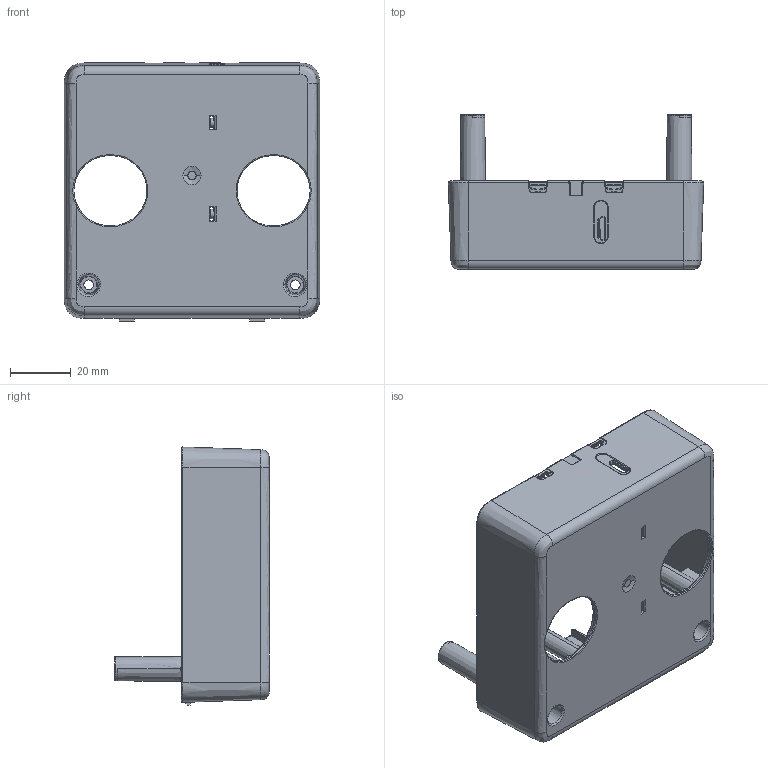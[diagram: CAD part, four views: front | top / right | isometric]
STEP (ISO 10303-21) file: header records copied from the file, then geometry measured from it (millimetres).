
FILE_DESCRIPTION((''),'2;1');
FILE_NAME('PRT0030','2015-08-25T',('simon.baumgartner'),(''),'PRO/ENGINEER BY PARAMETRIC TECHNOLOGY CORPORATION, 2014430','PRO/ENGINEER BY PARAMETRIC TECHNOLOGY CORPORATION, 2014430','');
FILE_SCHEMA(('CONFIG_CONTROL_DESIGN'));
Products named in the file (1): PRT0030
Bounding box: 84.1 x 51 x 84.97 mm (x, y, z)
Volume: 33772.7 mm3; surface area: 41645.2 mm2
Topology: 1 solids, 1 shells, 1433 faces, 3540 edges, 2086 vertices
Faces by surface type: cylinder 538, plane 308, bspline 277, torus 163, cone 71, sphere 64, extrusion 12
Entity records: 54913 total; most frequent: CARTESIAN_POINT 23192, ORIENTED_EDGE 7010, DIRECTION 6216, EDGE_CURVE 3505, AXIS2_PLACEMENT_3D 2414, VERTEX_POINT 2086, EDGE_LOOP 1463, FACE_OUTER_BOUND 1433
